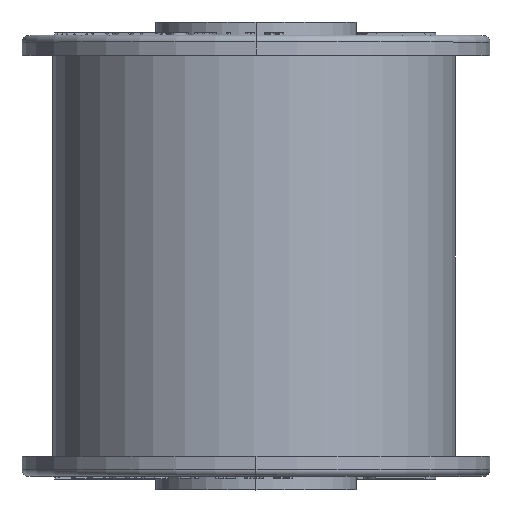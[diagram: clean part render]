
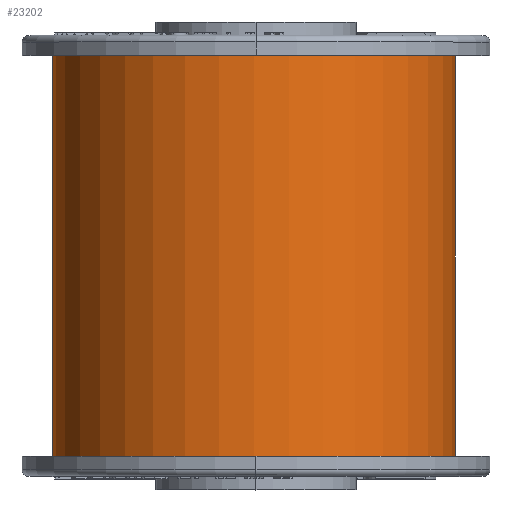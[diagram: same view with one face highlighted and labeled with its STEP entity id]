
A CAD part, top view. The second image highlights one B-rep face of the part: STEP entity #23202.
In plain terms, the highlighted cylindrical face has radius 15.049 mm (diameter 30.098 mm), a partial arc.
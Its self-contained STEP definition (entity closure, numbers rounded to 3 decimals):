
#428 = AXIS2_PLACEMENT_3D ( 'NONE', #7718, #2551, #7607 ) ;
#2551 = DIRECTION ( 'NONE',  ( 0., -1., 0. ) ) ;
#2913 = AXIS2_PLACEMENT_3D ( 'NONE', #22457, #18570, #11736 ) ;
#4562 = DIRECTION ( 'NONE',  ( 1., 0., 0. ) ) ;
#5293 = CIRCLE ( 'NONE', #428, 15.049 ) ;
#5741 = CARTESIAN_POINT ( 'NONE',  ( -15.199, 30., 0. ) ) ;
#5906 = VERTEX_POINT ( 'NONE', #5741 ) ;
#6036 = EDGE_CURVE ( 'NONE', #11235, #18493, #5293, .T. ) ;
#6218 = EDGE_CURVE ( 'NONE', #22828, #5906, #19995, .T. ) ;
#6319 = ORIENTED_EDGE ( 'NONE', *, *, #6036, .F. ) ;
#6876 = CARTESIAN_POINT ( 'NONE',  ( 14.899, 30., 0. ) ) ;
#7210 = LINE ( 'NONE', #8747, #9232 ) ;
#7607 = DIRECTION ( 'NONE',  ( 1., 0., 0. ) ) ;
#7718 = CARTESIAN_POINT ( 'NONE',  ( -0.15, 0., 0. ) ) ;
#8132 = EDGE_CURVE ( 'NONE', #22828, #11235, #19604, .T. ) ;
#8747 = CARTESIAN_POINT ( 'NONE',  ( -15.199, 30., 0. ) ) ;
#9232 = VECTOR ( 'NONE', #17687, 1000. ) ;
#9726 = FACE_OUTER_BOUND ( 'NONE', #10462, .T. ) ;
#9974 = CARTESIAN_POINT ( 'NONE',  ( 14.899, 30., 0. ) ) ;
#10462 = EDGE_LOOP ( 'NONE', ( #6319, #19660, #18133, #23010 ) ) ;
#11235 = VERTEX_POINT ( 'NONE', #20766 ) ;
#11736 = DIRECTION ( 'NONE',  ( 0., 0., -1. ) ) ;
#13933 = DIRECTION ( 'NONE',  ( 0., -1., 0. ) ) ;
#14274 = DIRECTION ( 'NONE',  ( 0., -1., 0. ) ) ;
#14308 = AXIS2_PLACEMENT_3D ( 'NONE', #20682, #13933, #4562 ) ;
#15025 = CYLINDRICAL_SURFACE ( 'NONE', #2913, 15.049 ) ;
#15445 = VECTOR ( 'NONE', #14274, 1000. ) ;
#17687 = DIRECTION ( 'NONE',  ( 0., -1., 0. ) ) ;
#18133 = ORIENTED_EDGE ( 'NONE', *, *, #6218, .T. ) ;
#18493 = VERTEX_POINT ( 'NONE', #21261 ) ;
#18570 = DIRECTION ( 'NONE',  ( 0., -1., 0. ) ) ;
#18866 = EDGE_CURVE ( 'NONE', #5906, #18493, #7210, .T. ) ;
#19604 = LINE ( 'NONE', #6876, #15445 ) ;
#19660 = ORIENTED_EDGE ( 'NONE', *, *, #8132, .F. ) ;
#19995 = CIRCLE ( 'NONE', #14308, 15.049 ) ;
#20682 = CARTESIAN_POINT ( 'NONE',  ( -0.15, 30., 0. ) ) ;
#20766 = CARTESIAN_POINT ( 'NONE',  ( 14.899, 0., 0. ) ) ;
#21261 = CARTESIAN_POINT ( 'NONE',  ( -15.199, 0., 0. ) ) ;
#22457 = CARTESIAN_POINT ( 'NONE',  ( -0.15, 30., 0. ) ) ;
#22828 = VERTEX_POINT ( 'NONE', #9974 ) ;
#23010 = ORIENTED_EDGE ( 'NONE', *, *, #18866, .T. ) ;
#23202 = ADVANCED_FACE ( 'NONE', ( #9726 ), #15025, .T. ) ;
